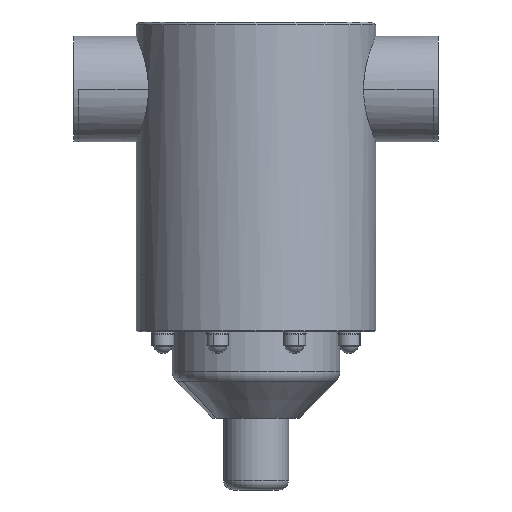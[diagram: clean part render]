
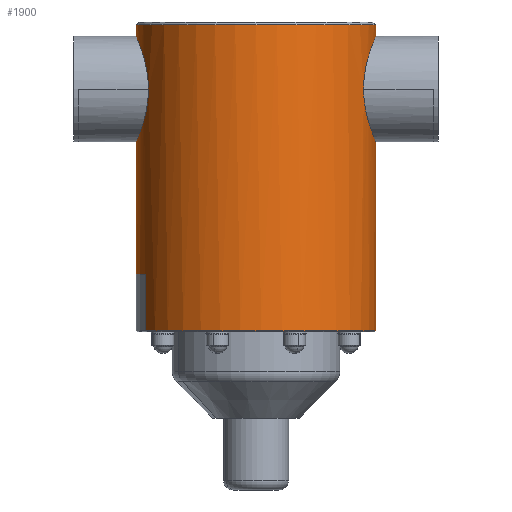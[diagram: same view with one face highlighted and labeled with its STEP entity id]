
A CAD part, front view. The second image highlights one B-rep face of the part: STEP entity #1900.
In plain terms, the highlighted cylindrical face has radius 125 mm (diameter 250 mm), a partial arc.
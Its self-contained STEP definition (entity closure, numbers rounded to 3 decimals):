
#45=DIRECTION('',(0.,0.,-1.));
#46=VECTOR('',#45,138.);
#47=CARTESIAN_POINT('',(125.,0.,135.));
#48=LINE('',#47,#46);
#49=CARTESIAN_POINT('',(0.,0.,-3.));
#50=DIRECTION('',(0.,0.,1.));
#51=DIRECTION('',(1.,0.,0.));
#52=AXIS2_PLACEMENT_3D('',#49,#50,#51);
#54=DIRECTION('',(0.,0.,-1.));
#55=VECTOR('',#54,59.);
#56=CARTESIAN_POINT('',(115.485,47.835,-3.));
#57=LINE('',#56,#55);
#58=DIRECTION('',(0.,0.,1.));
#59=VECTOR('',#58,59.);
#60=CARTESIAN_POINT('',(-115.485,-47.835,-62.));
#61=LINE('',#60,#59);
#62=CARTESIAN_POINT('',(0.,0.,-3.));
#63=DIRECTION('',(0.,0.,-1.));
#64=DIRECTION('',(-0.924,-0.383,0.));
#65=AXIS2_PLACEMENT_3D('',#62,#63,#64);
#67=DIRECTION('',(0.,0.,1.));
#68=VECTOR('',#67,138.);
#69=CARTESIAN_POINT('',(-125.,0.,-3.));
#70=LINE('',#69,#68);
#71=DIRECTION('',(0.,0.,1.));
#72=VECTOR('',#71,12.);
#73=CARTESIAN_POINT('',(-125.,0.,245.));
#74=LINE('',#73,#72);
#75=DIRECTION('',(0.,0.,-1.));
#76=VECTOR('',#75,12.);
#77=CARTESIAN_POINT('',(125.,0.,257.));
#78=LINE('',#77,#76);
#79=CARTESIAN_POINT('',(0.,0.,-62.));
#80=DIRECTION('',(0.,0.,1.));
#81=DIRECTION('',(-0.924,-0.383,0.));
#82=AXIS2_PLACEMENT_3D('',#79,#80,#81);
#84=CARTESIAN_POINT('',(0.,0.,-62.));
#85=DIRECTION('',(0.,0.,1.));
#86=DIRECTION('',(0.383,-0.924,0.));
#87=AXIS2_PLACEMENT_3D('',#84,#85,#86);
#89=CARTESIAN_POINT('',(0.,0.,-62.));
#90=DIRECTION('',(0.,0.,1.));
#91=DIRECTION('',(1.,0.,0.));
#92=AXIS2_PLACEMENT_3D('',#89,#90,#91);
#1087=CARTESIAN_POINT('',(-112.25,-55.,190.));
#1088=CARTESIAN_POINT('',(-112.25,-55.,
187.113));
#1089=CARTESIAN_POINT('',(-112.478,-54.534,
181.104));
#1090=CARTESIAN_POINT('',(-113.59,-52.228,
171.742));
#1091=CARTESIAN_POINT('',(-115.557,-47.752,
162.128));
#1092=CARTESIAN_POINT('',(-117.595,-42.551,
154.743));
#1093=CARTESIAN_POINT('',(-119.88,-35.669,
147.773));
#1094=CARTESIAN_POINT('',(-121.907,-28.095,
142.383));
#1095=CARTESIAN_POINT('',(-123.709,-18.77,
137.967));
#1096=CARTESIAN_POINT('',(-124.769,-9.337,
135.522));
#1097=CARTESIAN_POINT('',(-125.,-3.069,135.));
#1098=CARTESIAN_POINT('',(-125.,0.,135.));
#1100=CARTESIAN_POINT('',(-125.,0.,135.));
#1150=CARTESIAN_POINT('',(-125.,0.,245.));
#1152=CARTESIAN_POINT('',(-125.,0.,245.));
#1153=CARTESIAN_POINT('',(-125.,-2.997,245.));
#1154=CARTESIAN_POINT('',(-124.78,-9.163,
244.501));
#1155=CARTESIAN_POINT('',(-123.74,-18.588,
242.105));
#1156=CARTESIAN_POINT('',(-121.921,-28.022,
237.659));
#1157=CARTESIAN_POINT('',(-119.948,-35.439,
232.402));
#1158=CARTESIAN_POINT('',(-117.677,-42.321,
225.547));
#1159=CARTESIAN_POINT('',(-115.593,-47.673,
218.005));
#1160=CARTESIAN_POINT('',(-113.647,-52.099,
208.596));
#1161=CARTESIAN_POINT('',(-112.496,-54.501,
199.168));
#1162=CARTESIAN_POINT('',(-112.25,-55.,
192.999));
#1163=CARTESIAN_POINT('',(-112.25,-55.,190.));
#1208=CARTESIAN_POINT('',(0.,0.,257.));
#1209=DIRECTION('',(0.,0.,-1.));
#1210=DIRECTION('',(1.,0.,0.));
#1211=AXIS2_PLACEMENT_3D('',#1208,#1209,#1210);
#1213=CARTESIAN_POINT('',(0.,0.,257.));
#1214=DIRECTION('',(0.,0.,-1.));
#1215=DIRECTION('',(0.,-1.,0.));
#1216=AXIS2_PLACEMENT_3D('',#1213,#1214,#1215);
#1256=CARTESIAN_POINT('',(112.25,-55.,190.));
#1257=CARTESIAN_POINT('',(112.25,-55.,192.886));
#1258=CARTESIAN_POINT('',(112.478,-54.534,198.895));
#1259=CARTESIAN_POINT('',(113.59,-52.228,208.259));
#1260=CARTESIAN_POINT('',(115.557,-47.751,217.873));
#1261=CARTESIAN_POINT('',(117.595,-42.55,225.258));
#1262=CARTESIAN_POINT('',(119.88,-35.668,232.228));
#1263=CARTESIAN_POINT('',(121.907,-28.095,237.618));
#1264=CARTESIAN_POINT('',(123.709,-18.77,242.033));
#1265=CARTESIAN_POINT('',(124.769,-9.337,244.478));
#1266=CARTESIAN_POINT('',(125.,-3.069,245.));
#1267=CARTESIAN_POINT('',(125.,0.,245.));
#1269=CARTESIAN_POINT('',(125.,0.,245.));
#1315=CARTESIAN_POINT('',(125.,0.,135.));
#1317=CARTESIAN_POINT('',(125.,0.,135.));
#1318=CARTESIAN_POINT('',(125.,-2.997,135.));
#1319=CARTESIAN_POINT('',(124.78,-9.163,135.499));
#1320=CARTESIAN_POINT('',(123.74,-18.588,137.895));
#1321=CARTESIAN_POINT('',(121.921,-28.022,142.341));
#1322=CARTESIAN_POINT('',(119.948,-35.439,147.598));
#1323=CARTESIAN_POINT('',(117.677,-42.321,154.453));
#1324=CARTESIAN_POINT('',(115.593,-47.673,161.995));
#1325=CARTESIAN_POINT('',(113.647,-52.099,171.404));
#1326=CARTESIAN_POINT('',(112.496,-54.501,180.832));
#1327=CARTESIAN_POINT('',(112.25,-55.,187.001));
#1328=CARTESIAN_POINT('',(112.25,-55.,190.));
#1465=CARTESIAN_POINT('',(-115.485,-47.835,-3.));
#1466=CARTESIAN_POINT('',(-125.,0.,-3.));
#1467=VERTEX_POINT('',#1465);
#1468=VERTEX_POINT('',#1466);
#1470=VERTEX_POINT('',#1315);
#1471=VERTEX_POINT('',#1269);
#1473=VERTEX_POINT('',#1150);
#1474=VERTEX_POINT('',#1100);
#1475=CARTESIAN_POINT('',(125.,0.,-3.));
#1476=VERTEX_POINT('',#1475);
#1477=CARTESIAN_POINT('',(115.485,47.835,-3.));
#1478=VERTEX_POINT('',#1477);
#1479=CARTESIAN_POINT('',(115.485,47.835,-62.));
#1480=VERTEX_POINT('',#1479);
#1481=CARTESIAN_POINT('',(-115.485,-47.835,-62.));
#1482=VERTEX_POINT('',#1481);
#1483=VERTEX_POINT('',#1087);
#1484=CARTESIAN_POINT('',(-125.,0.,257.));
#1485=VERTEX_POINT('',#1484);
#1486=CARTESIAN_POINT('',(125.,0.,257.));
#1487=VERTEX_POINT('',#1486);
#1488=VERTEX_POINT('',#1256);
#1491=CARTESIAN_POINT('',(47.835,-115.485,-62.));
#1492=VERTEX_POINT('',#1491);
#1493=CARTESIAN_POINT('',(125.,0.,-62.));
#1494=VERTEX_POINT('',#1493);
#1771=CARTESIAN_POINT('',(0.,-125.,257.));
#1772=VERTEX_POINT('',#1771);
#1867=CARTESIAN_POINT('',(0.,0.,-62.));
#1868=DIRECTION('',(0.,0.,1.));
#1869=DIRECTION('',(1.,0.,0.));
#1870=AXIS2_PLACEMENT_3D('',#1867,#1868,#1869);
#1871=CYLINDRICAL_SURFACE('',#1870,125.);
#1872=ORIENTED_EDGE('',*,*,#1840,.T.);
#1873=ORIENTED_EDGE('',*,*,#1838,.T.);
#1874=ORIENTED_EDGE('',*,*,#1836,.T.);
#1876=ORIENTED_EDGE('',*,*,#1875,.F.);
#1878=ORIENTED_EDGE('',*,*,#1877,.F.);
#1880=ORIENTED_EDGE('',*,*,#1879,.F.);
#1881=ORIENTED_EDGE('',*,*,#1828,.T.);
#1882=ORIENTED_EDGE('',*,*,#1826,.T.);
#1883=ORIENTED_EDGE('',*,*,#1824,.T.);
#1885=ORIENTED_EDGE('',*,*,#1884,.F.);
#1887=ORIENTED_EDGE('',*,*,#1886,.F.);
#1888=ORIENTED_EDGE('',*,*,#1852,.T.);
#1890=ORIENTED_EDGE('',*,*,#1889,.F.);
#1892=ORIENTED_EDGE('',*,*,#1891,.F.);
#1893=ORIENTED_EDGE('',*,*,#1846,.T.);
#1895=ORIENTED_EDGE('',*,*,#1894,.F.);
#1897=ORIENTED_EDGE('',*,*,#1896,.F.);
#1898=EDGE_LOOP('',(#1872,#1873,#1874,#1876,#1878,#1880,#1881,#1882,#1883,#1885,
#1887,#1888,#1890,#1892,#1893,#1895,#1897));
#1899=FACE_OUTER_BOUND('',#1898,.F.);
#53=CIRCLE('',#52,125.);
#66=CIRCLE('',#65,125.);
#83=CIRCLE('',#82,125.);
#88=CIRCLE('',#87,125.);
#93=CIRCLE('',#92,125.);
#1099=B_SPLINE_CURVE_WITH_KNOTS('',3,(#1087,#1088,#1089,#1090,#1091,#1092,#1093,
#1094,#1095,#1096,#1097,#1098),.UNSPECIFIED.,.F.,.F.,(4,1,1,1,1,1,1,1,1,4),
(0.,0.111,0.222,0.333,0.444,
0.556,0.667,0.778,0.889,1.),
.UNSPECIFIED.);
#1164=B_SPLINE_CURVE_WITH_KNOTS('',3,(#1152,#1153,#1154,#1155,#1156,#1157,#1158,
#1159,#1160,#1161,#1162,#1163),.UNSPECIFIED.,.F.,.F.,(4,1,1,1,1,1,1,1,1,4),
(0.,0.111,0.222,0.333,0.444,
0.556,0.667,0.778,0.889,1.),
.UNSPECIFIED.);
#1212=CIRCLE('',#1211,125.);
#1217=CIRCLE('',#1216,125.);
#1268=B_SPLINE_CURVE_WITH_KNOTS('',3,(#1256,#1257,#1258,#1259,#1260,#1261,#1262,
#1263,#1264,#1265,#1266,#1267),.UNSPECIFIED.,.F.,.F.,(4,1,1,1,1,1,1,1,1,4),
(0.,0.111,0.222,0.333,0.444,
0.556,0.667,0.778,0.889,1.),
.UNSPECIFIED.);
#1329=B_SPLINE_CURVE_WITH_KNOTS('',3,(#1317,#1318,#1319,#1320,#1321,#1322,#1323,
#1324,#1325,#1326,#1327,#1328),.UNSPECIFIED.,.F.,.F.,(4,1,1,1,1,1,1,1,1,4),
(0.,0.111,0.222,0.333,0.444,
0.556,0.667,0.778,0.889,1.),
.UNSPECIFIED.);
#1824=EDGE_CURVE('',#1468,#1474,#70,.T.);
#1826=EDGE_CURVE('',#1467,#1468,#66,.T.);
#1828=EDGE_CURVE('',#1482,#1467,#61,.T.);
#1836=EDGE_CURVE('',#1478,#1480,#57,.T.);
#1838=EDGE_CURVE('',#1476,#1478,#53,.T.);
#1840=EDGE_CURVE('',#1470,#1476,#48,.T.);
#1846=EDGE_CURVE('',#1487,#1471,#78,.T.);
#1852=EDGE_CURVE('',#1473,#1485,#74,.T.);
#1875=EDGE_CURVE('',#1494,#1480,#93,.T.);
#1877=EDGE_CURVE('',#1492,#1494,#88,.T.);
#1879=EDGE_CURVE('',#1482,#1492,#83,.T.);
#1884=EDGE_CURVE('',#1483,#1474,#1099,.T.);
#1886=EDGE_CURVE('',#1473,#1483,#1164,.T.);
#1889=EDGE_CURVE('',#1772,#1485,#1217,.T.);
#1891=EDGE_CURVE('',#1487,#1772,#1212,.T.);
#1894=EDGE_CURVE('',#1488,#1471,#1268,.T.);
#1896=EDGE_CURVE('',#1470,#1488,#1329,.T.);
#1900=ADVANCED_FACE('',(#1899),#1871,.T.);
